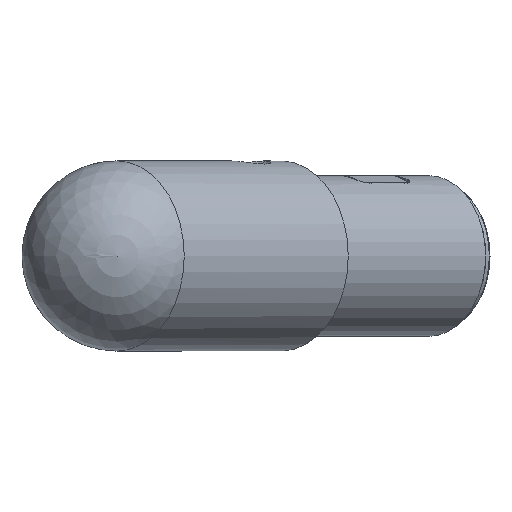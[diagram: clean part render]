
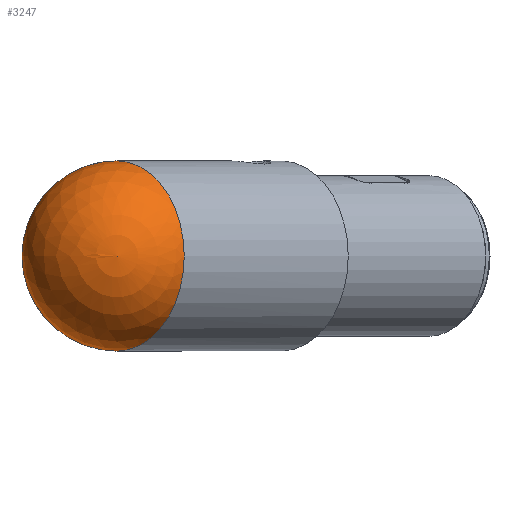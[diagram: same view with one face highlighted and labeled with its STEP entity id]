
A CAD part, left-side view. The second image highlights one B-rep face of the part: STEP entity #3247.
In plain terms, the highlighted spherical face has radius 20 mm.
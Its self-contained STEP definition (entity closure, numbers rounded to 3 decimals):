
#62=SPHERICAL_SURFACE('',#3523,20.);
#265=CIRCLE('',#3483,20.);
#266=CIRCLE('',#3484,20.);
#283=CIRCLE('',#3515,20.);
#288=CIRCLE('',#3524,20.);
#461=FACE_OUTER_BOUND('',#677,.T.);
#677=EDGE_LOOP('',(#2401,#2402,#2403,#2404,#2405));
#1471=VERTEX_POINT('',#6253);
#1472=VERTEX_POINT('',#6342);
#1473=VERTEX_POINT('',#6344);
#1528=VERTEX_POINT('',#6931);
#1799=EDGE_CURVE('',#1472,#1471,#265,.T.);
#1800=EDGE_CURVE('',#1473,#1472,#266,.T.);
#1863=EDGE_CURVE('',#1473,#1471,#283,.T.);
#1872=EDGE_CURVE('',#1472,#1528,#288,.T.);
#2401=ORIENTED_EDGE('',*,*,#1800,.T.);
#2402=ORIENTED_EDGE('',*,*,#1872,.T.);
#2403=ORIENTED_EDGE('',*,*,#1872,.F.);
#2404=ORIENTED_EDGE('',*,*,#1799,.T.);
#2405=ORIENTED_EDGE('',*,*,#1863,.F.);
#3247=ADVANCED_FACE('',(#461),#62,.T.);
#3483=AXIS2_PLACEMENT_3D('',#6343,#3886,#3887);
#3484=AXIS2_PLACEMENT_3D('',#6345,#3888,#3889);
#3515=AXIS2_PLACEMENT_3D('',#6700,#3974,#3975);
#3523=AXIS2_PLACEMENT_3D('',#6930,#3990,#3991);
#3524=AXIS2_PLACEMENT_3D('',#6932,#3992,#3993);
#3886=DIRECTION('center_axis',(-1.,0.,0.));
#3887=DIRECTION('ref_axis',(0.,0.,-1.));
#3888=DIRECTION('center_axis',(-1.,0.,0.));
#3889=DIRECTION('ref_axis',(0.,0.,-1.));
#3974=DIRECTION('center_axis',(0.707,-0.707,0.));
#3975=DIRECTION('ref_axis',(0.,0.,-1.));
#3990=DIRECTION('center_axis',(1.,0.,0.));
#3991=DIRECTION('ref_axis',(0.,-1.,0.));
#3992=DIRECTION('center_axis',(0.,0.,1.));
#3993=DIRECTION('ref_axis',(0.,1.,0.));
#6253=CARTESIAN_POINT('',(-52.426,32.456,-14.361));
#6342=CARTESIAN_POINT('',(-52.426,52.456,5.639));
#6343=CARTESIAN_POINT('Origin',(-52.426,32.456,5.639));
#6344=CARTESIAN_POINT('',(-52.426,32.456,25.639));
#6345=CARTESIAN_POINT('Origin',(-52.426,32.456,5.639));
#6700=CARTESIAN_POINT('Origin',(-52.426,32.456,5.639));
#6930=CARTESIAN_POINT('Origin',(-52.426,32.456,5.639));
#6931=CARTESIAN_POINT('',(-72.426,32.456,5.639));
#6932=CARTESIAN_POINT('Origin',(-52.426,32.456,5.639));
